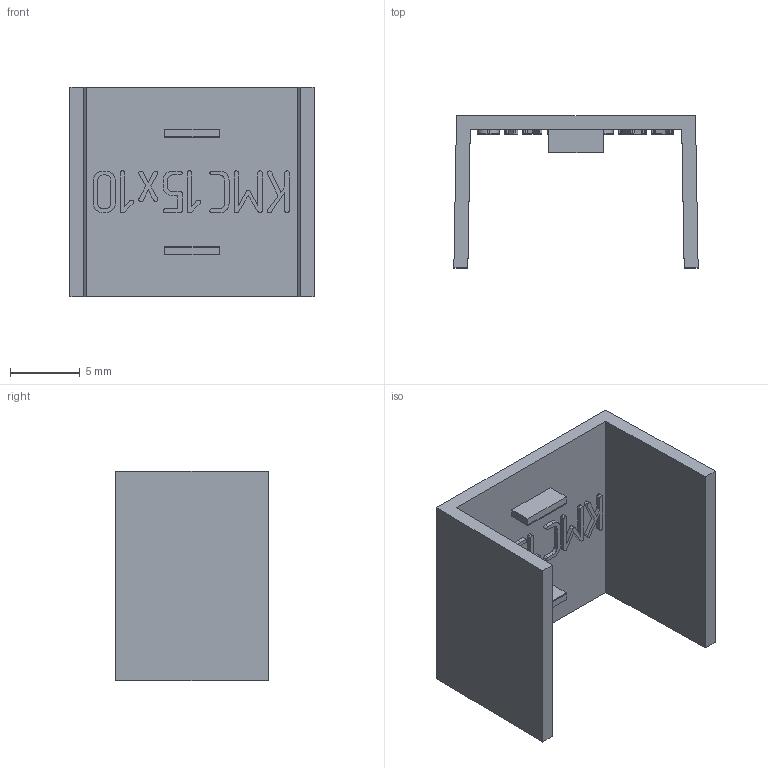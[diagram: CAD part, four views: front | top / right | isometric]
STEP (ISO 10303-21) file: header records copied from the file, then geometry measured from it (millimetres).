
FILE_DESCRIPTION (( 'STEP AP214' ), '1' );
FILE_NAME ('ÊÌÑ 15õ10 (3 î÷åðåäü)_èçì.1.STEP', '2016-06-22T13:48:27', ( '' ), ( '' ), 'SwSTEP 2.0', 'SolidWorks 2014', '' );
FILE_SCHEMA (( 'AUTOMOTIVE_DESIGN' ));
Length unit declared in the file: millimetre
Products named in the file (1): ÊÌÑ 15õ10 (3 î÷åðåäü)_èçì.1
Bounding box: 17.48 x 10.9 x 15 mm (x, y, z)
Volume: 561.8 mm3; surface area: 1279.5 mm2
Topology: 1 solids, 1 shells, 215 faces, 591 edges, 394 vertices
Faces by surface type: plane 131, bspline 82, cylinder 2
Entity records: 9019 total; most frequent: CARTESIAN_POINT 4087, ORIENTED_EDGE 1182, DIRECTION 691, EDGE_CURVE 591, VECTOR 423, LINE 423, VERTEX_POINT 394, EDGE_LOOP 231
